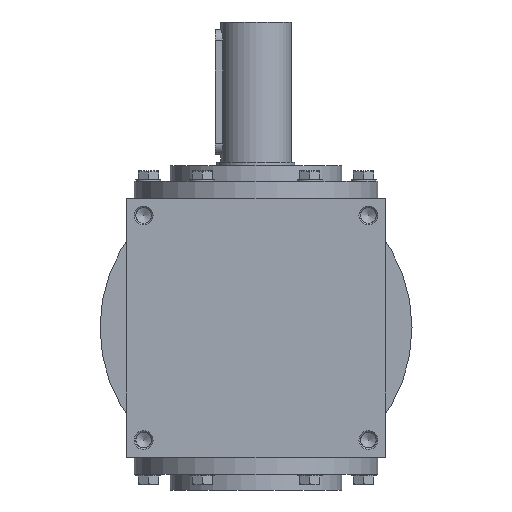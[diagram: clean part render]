
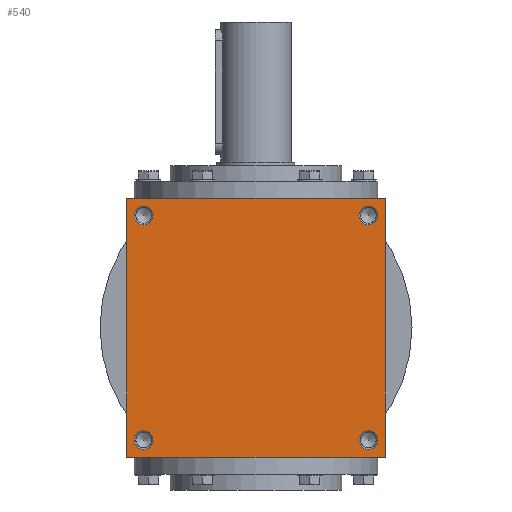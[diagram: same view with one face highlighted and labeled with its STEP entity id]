
A CAD part, left-side view. The second image highlights one B-rep face of the part: STEP entity #540.
In plain terms, the highlighted face is planar.
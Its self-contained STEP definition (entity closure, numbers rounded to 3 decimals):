
#540 = ADVANCED_FACE( '', ( #1086, #1087, #1088, #1089, #1090 ), #1091, .F. );
#1086 = FACE_BOUND( '', #1819, .T. );
#1087 = FACE_BOUND( '', #1820, .T. );
#1088 = FACE_BOUND( '', #1821, .T. );
#1089 = FACE_BOUND( '', #1822, .T. );
#1090 = FACE_OUTER_BOUND( '', #1823, .T. );
#1091 = PLANE( '', #1824 );
#1819 = EDGE_LOOP( '', ( #2689 ) );
#1820 = EDGE_LOOP( '', ( #2690 ) );
#1821 = EDGE_LOOP( '', ( #2691 ) );
#1822 = EDGE_LOOP( '', ( #2692 ) );
#1823 = EDGE_LOOP( '', ( #2693, #2694, #2695, #2696 ) );
#1824 = AXIS2_PLACEMENT_3D( '', #2697, #2698, #2699 );
#2689 = ORIENTED_EDGE( '', *, *, #3912, .F. );
#2690 = ORIENTED_EDGE( '', *, *, #3875, .T. );
#2691 = ORIENTED_EDGE( '', *, *, #3917, .F. );
#2692 = ORIENTED_EDGE( '', *, *, #3918, .T. );
#2693 = ORIENTED_EDGE( '', *, *, #3919, .F. );
#2694 = ORIENTED_EDGE( '', *, *, #3833, .F. );
#2695 = ORIENTED_EDGE( '', *, *, #3920, .F. );
#2696 = ORIENTED_EDGE( '', *, *, #3921, .F. );
#2697 = CARTESIAN_POINT( '', ( 0., 0., -83. ) );
#2698 = DIRECTION( '', ( 0., 0., 1. ) );
#2699 = DIRECTION( '', ( 1., 0., 0. ) );
#3833 = EDGE_CURVE( '', #4403, #4404, #4405, .T. );
#3875 = EDGE_CURVE( '', #4473, #4473, #4474, .T. );
#3912 = EDGE_CURVE( '', #4529, #4529, #4530, .T. );
#3917 = EDGE_CURVE( '', #4537, #4537, #4538, .T. );
#3918 = EDGE_CURVE( '', #4539, #4539, #4540, .T. );
#3919 = EDGE_CURVE( '', #4404, #4541, #4542, .T. );
#3920 = EDGE_CURVE( '', #4543, #4403, #4544, .T. );
#3921 = EDGE_CURVE( '', #4541, #4543, #4545, .T. );
#4403 = VERTEX_POINT( '', #5179 );
#4404 = VERTEX_POINT( '', #5180 );
#4405 = LINE( '', #5181, #5182 );
#4473 = VERTEX_POINT( '', #5285 );
#4474 = CIRCLE( '', #5286, 6. );
#4529 = VERTEX_POINT( '', #5365 );
#4530 = CIRCLE( '', #5366, 6. );
#4537 = VERTEX_POINT( '', #5373 );
#4538 = CIRCLE( '', #5374, 6. );
#4539 = VERTEX_POINT( '', #5375 );
#4540 = CIRCLE( '', #5376, 6. );
#4541 = VERTEX_POINT( '', #5377 );
#4542 = LINE( '', #5378, #5379 );
#4543 = VERTEX_POINT( '', #5380 );
#4544 = LINE( '', #5381, #5382 );
#4545 = LINE( '', #5383, #5384 );
#5179 = CARTESIAN_POINT( '', ( 83., 83., -83. ) );
#5180 = CARTESIAN_POINT( '', ( -83., 83., -83. ) );
#5181 = CARTESIAN_POINT( '', ( 83., 83., -83. ) );
#5182 = VECTOR( '', #6154, 1000. );
#5285 = CARTESIAN_POINT( '', ( 78., 72., -83. ) );
#5286 = AXIS2_PLACEMENT_3D( '', #6208, #6209, #6210 );
#5365 = CARTESIAN_POINT( '', ( -78., 72., -83. ) );
#5366 = AXIS2_PLACEMENT_3D( '', #6264, #6265, #6266 );
#5373 = CARTESIAN_POINT( '', ( -78., -72., -83. ) );
#5374 = AXIS2_PLACEMENT_3D( '', #6273, #6274, #6275 );
#5375 = CARTESIAN_POINT( '', ( 78., -72., -83. ) );
#5376 = AXIS2_PLACEMENT_3D( '', #6276, #6277, #6278 );
#5377 = CARTESIAN_POINT( '', ( -83., -83., -83. ) );
#5378 = CARTESIAN_POINT( '', ( -83., 83., -83. ) );
#5379 = VECTOR( '', #6279, 1000. );
#5380 = CARTESIAN_POINT( '', ( 83., -83., -83. ) );
#5381 = CARTESIAN_POINT( '', ( 83., -83., -83. ) );
#5382 = VECTOR( '', #6280, 1000. );
#5383 = CARTESIAN_POINT( '', ( -83., -83., -83. ) );
#5384 = VECTOR( '', #6281, 1000. );
#6154 = DIRECTION( '', ( -1., 0., 0. ) );
#6208 = CARTESIAN_POINT( '', ( 72., 72., -83. ) );
#6209 = DIRECTION( '', ( 0., 0., 1. ) );
#6210 = DIRECTION( '', ( 1., 0., 0. ) );
#6264 = CARTESIAN_POINT( '', ( -72., 72., -83. ) );
#6265 = DIRECTION( '', ( 0., 0., -1. ) );
#6266 = DIRECTION( '', ( -1., 0., 0. ) );
#6273 = CARTESIAN_POINT( '', ( -72., -72., -83. ) );
#6274 = DIRECTION( '', ( 0., 0., -1. ) );
#6275 = DIRECTION( '', ( -1., 0., 0. ) );
#6276 = CARTESIAN_POINT( '', ( 72., -72., -83. ) );
#6277 = DIRECTION( '', ( 0., 0., 1. ) );
#6278 = DIRECTION( '', ( 1., 0., 0. ) );
#6279 = DIRECTION( '', ( 0., -1., 0. ) );
#6280 = DIRECTION( '', ( 0., 1., 0. ) );
#6281 = DIRECTION( '', ( 1., 0., 0. ) );
